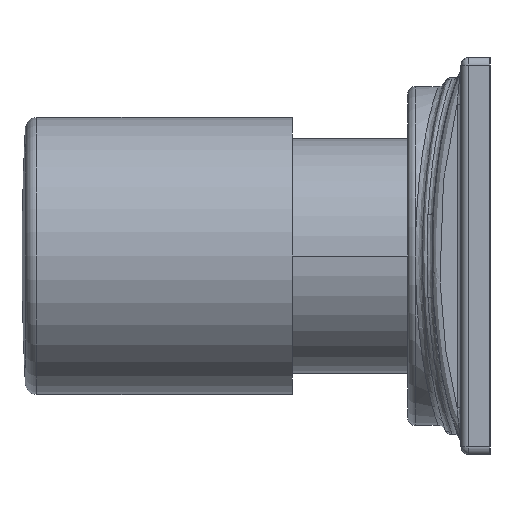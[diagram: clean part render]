
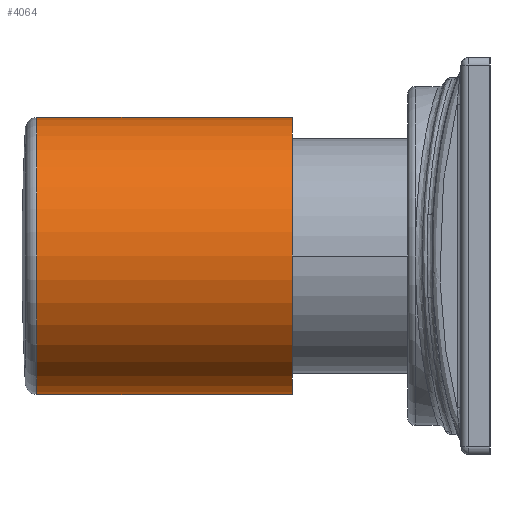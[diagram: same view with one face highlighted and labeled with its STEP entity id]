
A CAD part, left-side view. The second image highlights one B-rep face of the part: STEP entity #4064.
In plain terms, the highlighted cylindrical face has radius 18.161 mm (diameter 36.322 mm), a partial arc.
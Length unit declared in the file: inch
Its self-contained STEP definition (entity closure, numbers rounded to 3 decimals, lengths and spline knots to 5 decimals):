
#839=DIRECTION('',(0.,1.,0.));
#840=VECTOR('',#839,1.31814);
#841=CARTESIAN_POINT('',(0.,1.021,0.715));
#842=LINE('',#841,#840);
#899=CARTESIAN_POINT('',(0.,1.021,0.));
#900=DIRECTION('',(0.,1.,0.));
#901=DIRECTION('',(0.,0.,-1.));
#902=AXIS2_PLACEMENT_3D('',#899,#900,#901);
#904=DIRECTION('',(0.,1.,0.));
#905=VECTOR('',#904,1.31814);
#906=CARTESIAN_POINT('',(0.,1.021,-0.715));
#907=LINE('',#906,#905);
#908=CARTESIAN_POINT('',(0.,2.33914,0.));
#909=DIRECTION('',(0.,-1.,0.));
#910=DIRECTION('',(0.,0.,1.));
#911=AXIS2_PLACEMENT_3D('',#908,#909,#910);
#1226=CARTESIAN_POINT('',(0.,2.33914,0.715));
#1227=CARTESIAN_POINT('',(0.,2.33914,-0.715));
#1228=VERTEX_POINT('',#1226);
#1229=VERTEX_POINT('',#1227);
#1253=CARTESIAN_POINT('',(0.,1.021,0.715));
#1254=CARTESIAN_POINT('',(0.,1.021,-0.715));
#1255=VERTEX_POINT('',#1253);
#1256=VERTEX_POINT('',#1254);
#4052=CARTESIAN_POINT('',(0.,1.021,0.));
#4053=DIRECTION('',(0.,1.,0.));
#4054=DIRECTION('',(0.,0.,1.));
#4055=AXIS2_PLACEMENT_3D('',#4052,#4053,#4054);
#4056=CYLINDRICAL_SURFACE('',#4055,0.715);
#4057=ORIENTED_EDGE('',*,*,#4021,.F.);
#4058=ORIENTED_EDGE('',*,*,#4047,.T.);
#4060=ORIENTED_EDGE('',*,*,#4059,.F.);
#4061=ORIENTED_EDGE('',*,*,#4037,.F.);
#4062=EDGE_LOOP('',(#4057,#4058,#4060,#4061));
#4063=FACE_OUTER_BOUND('',#4062,.F.);
#4064=ADVANCED_FACE('',(#4063),#4056,.T.);
#903=CIRCLE('',#902,0.715);
#912=CIRCLE('',#911,0.715);
#4021=EDGE_CURVE('',#1256,#1255,#903,.T.);
#4037=EDGE_CURVE('',#1255,#1228,#842,.T.);
#4047=EDGE_CURVE('',#1256,#1229,#907,.T.);
#4059=EDGE_CURVE('',#1228,#1229,#912,.T.);
